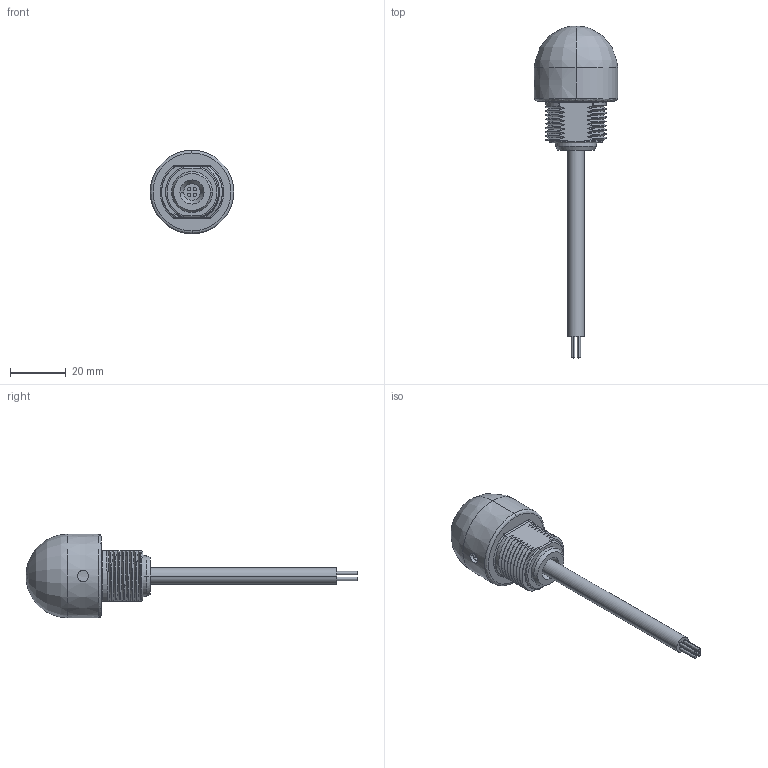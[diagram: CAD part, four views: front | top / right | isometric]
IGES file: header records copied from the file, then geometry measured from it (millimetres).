
Start section:  PTC IGES file: 152818.igs
Global section: file name: 152818.igs; native system: Pro/ENGINEER by Parametric Technology Corporation; preprocessor: 2009141; author: banengservice; organization: Unknown; date: 20100603.115937; units: inch
Bounding box: 30 x 119.22 x 30 mm (x, y, z)
Volume: 12038.8 mm3; surface area: 10073.1 mm2
Topology: 1 solids, 2 shells, 300 faces, 787 edges, 494 vertices
Faces by surface type: revolution 153, bspline 147
